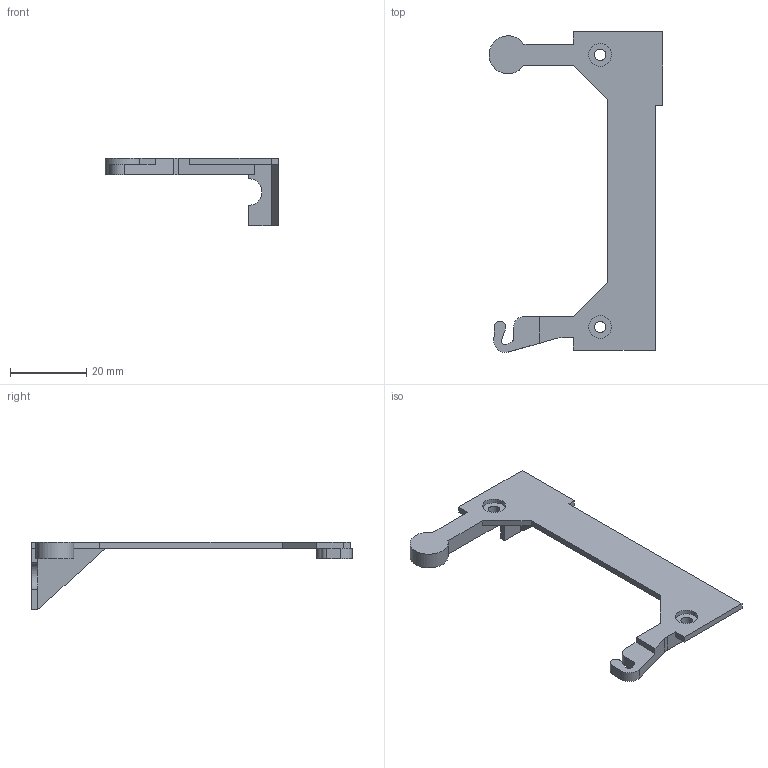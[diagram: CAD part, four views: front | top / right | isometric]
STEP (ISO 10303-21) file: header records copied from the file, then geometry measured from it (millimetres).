
FILE_DESCRIPTION(('FreeCAD Model'),'2;1');
FILE_NAME('Open CASCADE Shape Model','2025-11-21T14:25:43',(''),(''), 'Open CASCADE STEP processor 7.8','FreeCAD','Unknown');
FILE_SCHEMA(('AUTOMOTIVE_DESIGN { 1 0 10303 214 1 1 1 1 }'));
Length unit declared in the file: millimetre
Products named in the file (1): Mount_Right
Bounding box: 45.68 x 84.27 x 17.81 mm (x, y, z)
Volume: 3996.6 mm3; surface area: 4888.4 mm2
Topology: 1 solids, 1 shells, 50 faces, 132 edges, 87 vertices
Faces by surface type: plane 36, cylinder 14
Full cylindrical faces by diameter (mm): 3 x2, 6 x3
Entity records: 1568 total; most frequent: CARTESIAN_POINT 272, ORIENTED_EDGE 264, DIRECTION 260, EDGE_CURVE 132, LINE 102, VECTOR 102, VERTEX_POINT 87, AXIS2_PLACEMENT_3D 79
